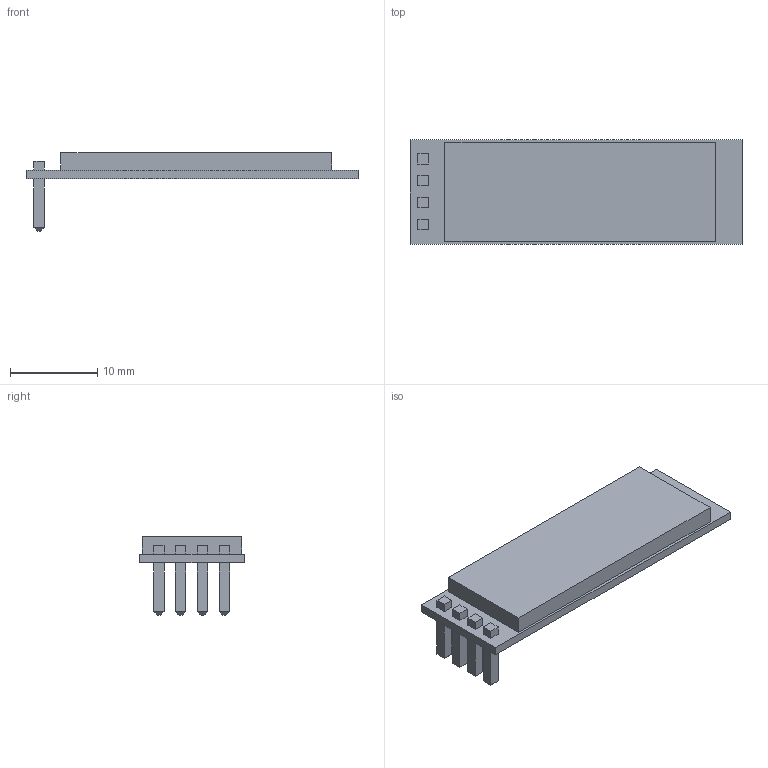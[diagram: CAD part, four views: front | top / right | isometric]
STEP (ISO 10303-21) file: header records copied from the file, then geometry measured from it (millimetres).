
FILE_DESCRIPTION(/* description */ (''),/* implementation_level */ '2;1');
FILE_NAME(/* name */ 'UGV_OLED_Display_32x128 v3.step',/* time_stamp */ '2022-10-04T11:41:35+09:00',/* author */ (''),/* organization */ (''),/* preprocessor_version */ 'ST-DEVELOPER v19',/* originating_system */ 'Autodesk Translation Framework v11.7.0.108',/* authorisation */ '');
FILE_SCHEMA (('AUTOMOTIVE_DESIGN { 1 0 10303 214 3 1 1 }'));
Length unit declared in the file: millimetre
Products named in the file (1): UGV_OLED_Display_32x128
Bounding box: 38 x 12 x 9 mm (x, y, z)
Volume: 1201.7 mm3; surface area: 1309.7 mm2
Topology: 1 solids, 1 shells, 67 faces, 152 edges, 96 vertices
Faces by surface type: plane 67
Entity records: 1939 total; most frequent: CARTESIAN_POINT 316, ORIENTED_EDGE 304, DIRECTION 288, LINE 152, VECTOR 152, EDGE_CURVE 152, VERTEX_POINT 96, EDGE_LOOP 76
